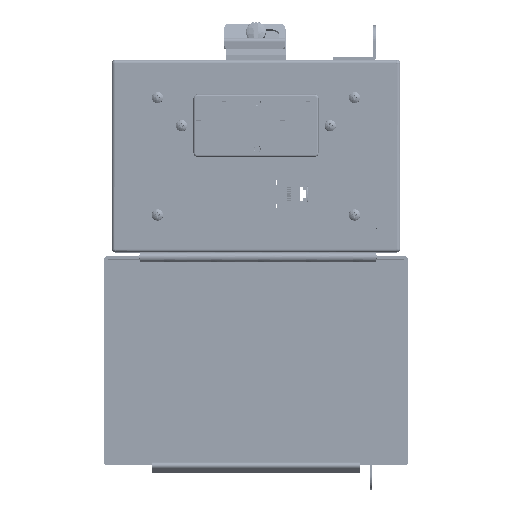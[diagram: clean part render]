
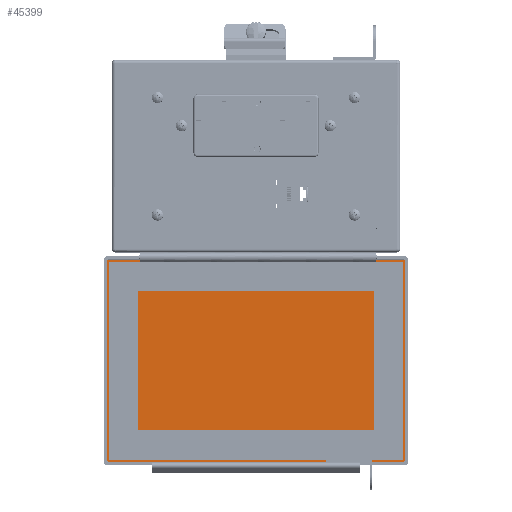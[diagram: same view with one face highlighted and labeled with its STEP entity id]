
A CAD part, top view. The second image highlights one B-rep face of the part: STEP entity #45399.
In plain terms, the highlighted planar face has unit normal (0, 0, 1).
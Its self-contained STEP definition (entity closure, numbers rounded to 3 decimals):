
#1579 = ORIENTED_EDGE ( 'NONE', *, *, #33102, .T. ) ;
#4981 = ORIENTED_EDGE ( 'NONE', *, *, #82325, .T. ) ;
#5224 = CARTESIAN_POINT ( 'NONE',  ( 37.084, -107.95, 22.479 ) ) ;
#7879 = CARTESIAN_POINT ( 'NONE',  ( 78.613, -54.921, 22.479 ) ) ;
#9288 = PLANE ( 'NONE',  #55955 ) ;
#9578 = VERTEX_POINT ( 'NONE', #127859 ) ;
#9773 = CARTESIAN_POINT ( 'NONE',  ( -78.613, -54.921, 22.479 ) ) ;
#11377 = VERTEX_POINT ( 'NONE', #76277 ) ;
#12379 = FACE_OUTER_BOUND ( 'NONE', #84125, .T. ) ;
#12472 = LINE ( 'NONE', #87914, #32344 ) ;
#14047 = EDGE_CURVE ( 'NONE', #144394, #80108, #52113, .T. ) ;
#14728 = VERTEX_POINT ( 'NONE', #30327 ) ;
#16665 = ORIENTED_EDGE ( 'NONE', *, *, #14047, .T. ) ;
#18366 = VECTOR ( 'NONE', #141924, 1000. ) ;
#18675 = DIRECTION ( 'NONE',  ( 0., 1., 0. ) ) ;
#19301 = CIRCLE ( 'NONE', #106684, 0.317 ) ;
#20064 = DIRECTION ( 'NONE',  ( 0., 0., -1. ) ) ;
#21716 = CARTESIAN_POINT ( 'NONE',  ( 78.677, -54.61, 22.479 ) ) ;
#23043 = ORIENTED_EDGE ( 'NONE', *, *, #75493, .T. ) ;
#23137 = ORIENTED_EDGE ( 'NONE', *, *, #28351, .T. ) ;
#24147 = LINE ( 'NONE', #87940, #140794 ) ;
#24955 = DIRECTION ( 'NONE',  ( 0., 1., 0. ) ) ;
#25905 = CARTESIAN_POINT ( 'NONE',  ( 37.084, -161.29, 22.479 ) ) ;
#25973 = AXIS2_PLACEMENT_3D ( 'NONE', #150702, #51128, #136613 ) ;
#26325 = VERTEX_POINT ( 'NONE', #53391 ) ;
#26677 = VECTOR ( 'NONE', #51178, 1000. ) ;
#27942 = ORIENTED_EDGE ( 'NONE', *, *, #163651, .F. ) ;
#28351 = EDGE_CURVE ( 'NONE', #162028, #26325, #19301, .T. ) ;
#29713 = CARTESIAN_POINT ( 'NONE',  ( -78.613, -107.95, 22.479 ) ) ;
#30327 = CARTESIAN_POINT ( 'NONE',  ( -61.15, -55.88, 22.479 ) ) ;
#32344 = VECTOR ( 'NONE', #100380, 1000. ) ;
#33102 = EDGE_CURVE ( 'NONE', #14728, #9578, #42762, .T. ) ;
#33562 = CARTESIAN_POINT ( 'NONE',  ( 63.564, -55.88, 22.479 ) ) ;
#35464 = CARTESIAN_POINT ( 'NONE',  ( -78.613, -160.982, 22.479 ) ) ;
#37923 = CARTESIAN_POINT ( 'NONE',  ( 59.944, -161.29, 22.479 ) ) ;
#38766 = CARTESIAN_POINT ( 'NONE',  ( 78.613, -107.95, 22.479 ) ) ;
#40945 = DIRECTION ( 'NONE',  ( -1., 0., 0. ) ) ;
#42163 = CARTESIAN_POINT ( 'NONE',  ( 71.025, -54.61, 22.479 ) ) ;
#42762 = LINE ( 'NONE', #81677, #112724 ) ;
#43206 = CIRCLE ( 'NONE', #80230, 0.317 ) ;
#45399 = ADVANCED_FACE ( 'NONE', ( #12379 ), #9288, .T. ) ;
#48561 = CARTESIAN_POINT ( 'NONE',  ( 0., -161.29, 22.479 ) ) ;
#49549 = CARTESIAN_POINT ( 'NONE',  ( -78.359, -54.61, 22.479 ) ) ;
#49872 = CARTESIAN_POINT ( 'NONE',  ( 78.613, -160.982, 22.479 ) ) ;
#50903 = CARTESIAN_POINT ( 'NONE',  ( 37.084, -160.02, 22.479 ) ) ;
#51128 = DIRECTION ( 'NONE',  ( 0., 0., -1. ) ) ;
#51178 = DIRECTION ( 'NONE',  ( 0., 1., 0. ) ) ;
#52113 = LINE ( 'NONE', #29713, #73018 ) ;
#53391 = CARTESIAN_POINT ( 'NONE',  ( 78.359, -54.61, 22.479 ) ) ;
#54235 = VECTOR ( 'NONE', #75050, 1000. ) ;
#55001 = LINE ( 'NONE', #79866, #64943 ) ;
#55071 = CARTESIAN_POINT ( 'NONE',  ( 78.373, -161.29, 22.479 ) ) ;
#55955 = AXIS2_PLACEMENT_3D ( 'NONE', #164146, #110484, #93526 ) ;
#58865 = ORIENTED_EDGE ( 'NONE', *, *, #161532, .F. ) ;
#60305 = EDGE_CURVE ( 'NONE', #147800, #89382, #86651, .T. ) ;
#61226 = VECTOR ( 'NONE', #133810, 1000. ) ;
#64328 = AXIS2_PLACEMENT_3D ( 'NONE', #108867, #147840, #123761 ) ;
#64778 = LINE ( 'NONE', #151893, #18366 ) ;
#64943 = VECTOR ( 'NONE', #40945, 1000. ) ;
#70914 = EDGE_CURVE ( 'NONE', #131908, #116531, #80649, .T. ) ;
#72689 = EDGE_CURVE ( 'NONE', #80108, #90684, #98788, .T. ) ;
#73018 = VECTOR ( 'NONE', #154123, 1000. ) ;
#73631 = ORIENTED_EDGE ( 'NONE', *, *, #72689, .T. ) ;
#75050 = DIRECTION ( 'NONE',  ( 1., 0., 0. ) ) ;
#75493 = EDGE_CURVE ( 'NONE', #89382, #162028, #150751, .T. ) ;
#76277 = CARTESIAN_POINT ( 'NONE',  ( 63.564, -54.61, 22.479 ) ) ;
#77538 = EDGE_CURVE ( 'NONE', #104712, #147800, #12472, .T. ) ;
#79866 = CARTESIAN_POINT ( 'NONE',  ( 0., -55.88, 22.479 ) ) ;
#80108 = VERTEX_POINT ( 'NONE', #35464 ) ;
#80230 = AXIS2_PLACEMENT_3D ( 'NONE', #162178, #149713, #114815 ) ;
#80649 = LINE ( 'NONE', #5224, #84167 ) ;
#81677 = CARTESIAN_POINT ( 'NONE',  ( -61.15, -107.95, 22.479 ) ) ;
#82325 = EDGE_CURVE ( 'NONE', #98670, #144394, #43206, .T. ) ;
#83884 = VECTOR ( 'NONE', #149603, 1000. ) ;
#84125 = EDGE_LOOP ( 'NONE', ( #27942, #144435, #1579, #147358, #4981, #16665, #73631, #151864, #103222, #122235, #97197, #114601, #85495, #23043, #23137, #58865 ) ) ;
#84167 = VECTOR ( 'NONE', #106380, 1000. ) ;
#84819 = LINE ( 'NONE', #148723, #61226 ) ;
#85495 = ORIENTED_EDGE ( 'NONE', *, *, #60305, .T. ) ;
#86651 = CIRCLE ( 'NONE', #25973, 0.317 ) ;
#87119 = EDGE_CURVE ( 'NONE', #149672, #14728, #55001, .T. ) ;
#87914 = CARTESIAN_POINT ( 'NONE',  ( 0., -161.29, 22.479 ) ) ;
#87940 = CARTESIAN_POINT ( 'NONE',  ( 63.564, -55.118, 22.479 ) ) ;
#89382 = VERTEX_POINT ( 'NONE', #49872 ) ;
#90684 = VERTEX_POINT ( 'NONE', #160231 ) ;
#91891 = DIRECTION ( 'NONE',  ( 1., 0., 0. ) ) ;
#93526 = DIRECTION ( 'NONE',  ( 0., 1., 0. ) ) ;
#95564 = EDGE_CURVE ( 'NONE', #116531, #118224, #64778, .T. ) ;
#97197 = ORIENTED_EDGE ( 'NONE', *, *, #133302, .T. ) ;
#98670 = VERTEX_POINT ( 'NONE', #49549 ) ;
#98788 = CIRCLE ( 'NONE', #64328, 0.317 ) ;
#98900 = CARTESIAN_POINT ( 'NONE',  ( 59.944, -160.02, 22.479 ) ) ;
#100380 = DIRECTION ( 'NONE',  ( 1., 0., 0. ) ) ;
#103222 = ORIENTED_EDGE ( 'NONE', *, *, #70914, .T. ) ;
#104712 = VERTEX_POINT ( 'NONE', #37923 ) ;
#106380 = DIRECTION ( 'NONE',  ( 0., 1., 0. ) ) ;
#106684 = AXIS2_PLACEMENT_3D ( 'NONE', #21716, #20064, #161871 ) ;
#106812 = EDGE_CURVE ( 'NONE', #90684, #131908, #136473, .T. ) ;
#108867 = CARTESIAN_POINT ( 'NONE',  ( -78.69, -161.29, 22.479 ) ) ;
#109813 = CARTESIAN_POINT ( 'NONE',  ( 0., -54.61, 22.479 ) ) ;
#110484 = DIRECTION ( 'NONE',  ( 0., 0., 1. ) ) ;
#111118 = EDGE_CURVE ( 'NONE', #9578, #98670, #111476, .T. ) ;
#111476 = LINE ( 'NONE', #109813, #83884 ) ;
#112724 = VECTOR ( 'NONE', #18675, 1000. ) ;
#114601 = ORIENTED_EDGE ( 'NONE', *, *, #77538, .T. ) ;
#114815 = DIRECTION ( 'NONE',  ( -1., 0., 0. ) ) ;
#116531 = VERTEX_POINT ( 'NONE', #50903 ) ;
#118224 = VERTEX_POINT ( 'NONE', #98900 ) ;
#122235 = ORIENTED_EDGE ( 'NONE', *, *, #95564, .T. ) ;
#123761 = DIRECTION ( 'NONE',  ( 1., 0., 0. ) ) ;
#127859 = CARTESIAN_POINT ( 'NONE',  ( -61.15, -54.61, 22.479 ) ) ;
#131908 = VERTEX_POINT ( 'NONE', #25905 ) ;
#133302 = EDGE_CURVE ( 'NONE', #118224, #104712, #84819, .T. ) ;
#133810 = DIRECTION ( 'NONE',  ( 0., -1., 0. ) ) ;
#136473 = LINE ( 'NONE', #48561, #54235 ) ;
#136613 = DIRECTION ( 'NONE',  ( 0., 1., 0. ) ) ;
#140794 = VECTOR ( 'NONE', #24955, 1000. ) ;
#141924 = DIRECTION ( 'NONE',  ( 1., 0., 0. ) ) ;
#144394 = VERTEX_POINT ( 'NONE', #9773 ) ;
#144435 = ORIENTED_EDGE ( 'NONE', *, *, #87119, .T. ) ;
#147358 = ORIENTED_EDGE ( 'NONE', *, *, #111118, .T. ) ;
#147800 = VERTEX_POINT ( 'NONE', #55071 ) ;
#147840 = DIRECTION ( 'NONE',  ( 0., 0., -1. ) ) ;
#148723 = CARTESIAN_POINT ( 'NONE',  ( 59.944, -107.95, 22.479 ) ) ;
#149603 = DIRECTION ( 'NONE',  ( -1., 0., 0. ) ) ;
#149672 = VERTEX_POINT ( 'NONE', #33562 ) ;
#149713 = DIRECTION ( 'NONE',  ( 0., 0., -1. ) ) ;
#150702 = CARTESIAN_POINT ( 'NONE',  ( 78.69, -161.29, 22.479 ) ) ;
#150751 = LINE ( 'NONE', #38766, #26677 ) ;
#151446 = VECTOR ( 'NONE', #91891, 1000. ) ;
#151864 = ORIENTED_EDGE ( 'NONE', *, *, #106812, .T. ) ;
#151893 = CARTESIAN_POINT ( 'NONE',  ( 0., -160.02, 22.479 ) ) ;
#154123 = DIRECTION ( 'NONE',  ( 0., -1., 0. ) ) ;
#155771 = LINE ( 'NONE', #42163, #151446 ) ;
#160231 = CARTESIAN_POINT ( 'NONE',  ( -78.373, -161.29, 22.479 ) ) ;
#161532 = EDGE_CURVE ( 'NONE', #11377, #26325, #155771, .T. ) ;
#161871 = DIRECTION ( 'NONE',  ( 1., 0., 0. ) ) ;
#162028 = VERTEX_POINT ( 'NONE', #7879 ) ;
#162178 = CARTESIAN_POINT ( 'NONE',  ( -78.676, -54.61, 22.479 ) ) ;
#163651 = EDGE_CURVE ( 'NONE', #149672, #11377, #24147, .T. ) ;
#164146 = CARTESIAN_POINT ( 'NONE',  ( 78.613, -161.29, 22.479 ) ) ;
